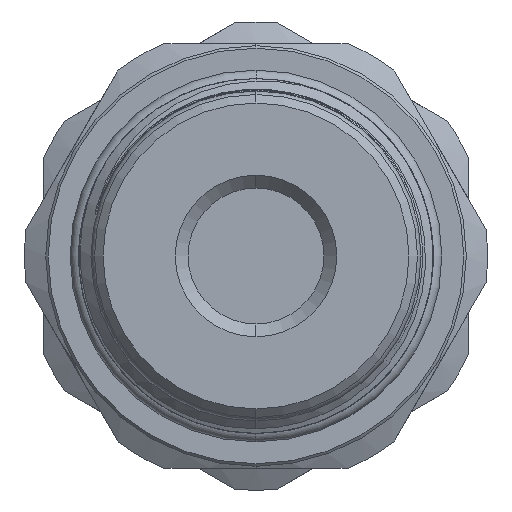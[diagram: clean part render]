
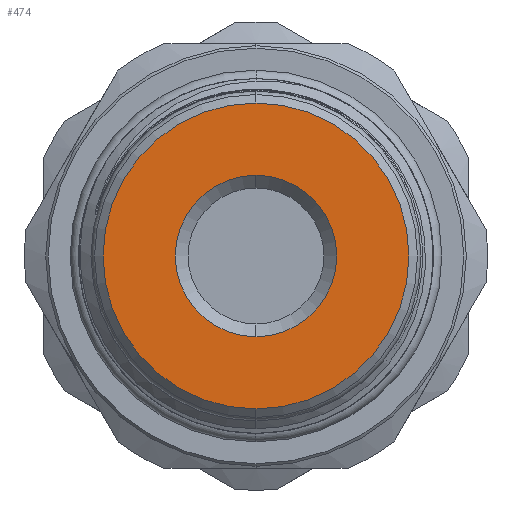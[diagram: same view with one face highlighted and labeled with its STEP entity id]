
A CAD part, left-side view. The second image highlights one B-rep face of the part: STEP entity #474.
In plain terms, the highlighted planar face has unit normal (-1, 0, 0).
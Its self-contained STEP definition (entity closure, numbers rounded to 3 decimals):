
#280 = ORIENTED_EDGE ( 'NONE', *, *, #13800, .F. ) ;
#286 = ORIENTED_EDGE ( 'NONE', *, *, #7532, .F. ) ;
#287 = ORIENTED_EDGE ( 'NONE', *, *, #7680, .T. ) ;
#289 = ORIENTED_EDGE ( 'NONE', *, *, #13950, .T. ) ;
#474 = ADVANCED_FACE ( 'NONE', ( #2170, #2163 ), #12115, .F. ) ;
#994 = DIRECTION ( 'NONE',  ( 0., 0., 1. ) ) ;
#995 = DIRECTION ( 'NONE',  ( -1., 0., 0. ) ) ;
#996 = CARTESIAN_POINT ( 'NONE',  ( 0., 0., 0. ) ) ;
#1835 = EDGE_LOOP ( 'NONE', ( #287, #289 ) ) ;
#2163 = FACE_BOUND ( 'NONE', #13660, .T. ) ;
#2170 = FACE_OUTER_BOUND ( 'NONE', #1835, .T. ) ;
#2492 = CARTESIAN_POINT ( 'NONE',  ( 0., 0., 9.5 ) ) ;
#2493 = CARTESIAN_POINT ( 'NONE',  ( 0., 0., -9.5 ) ) ;
#3380 = DIRECTION ( 'NONE',  ( 0., 0., 1. ) ) ;
#3381 = DIRECTION ( 'NONE',  ( -1., 0., 0. ) ) ;
#3382 = CARTESIAN_POINT ( 'NONE',  ( 0., 0., 0. ) ) ;
#3615 = CIRCLE ( 'NONE', #5068, 9.5 ) ;
#3752 = CIRCLE ( 'NONE', #5007, 18. ) ;
#3919 = CIRCLE ( 'NONE', #8188, 9.5 ) ;
#4056 = CIRCLE ( 'NONE', #8253, 18. ) ;
#4661 = DIRECTION ( 'NONE',  ( 0., 0., 1. ) ) ;
#4662 = DIRECTION ( 'NONE',  ( -1., 0., 0. ) ) ;
#4663 = CARTESIAN_POINT ( 'NONE',  ( 0., 0., 0. ) ) ;
#5007 = AXIS2_PLACEMENT_3D ( 'NONE', #3382, #3381, #3380 ) ;
#5068 = AXIS2_PLACEMENT_3D ( 'NONE', #4663, #4662, #4661 ) ;
#7532 = EDGE_CURVE ( 'NONE', #13406, #13405, #3615, .T. ) ;
#7680 = EDGE_CURVE ( 'NONE', #13446, #13448, #3752, .T. ) ;
#8188 = AXIS2_PLACEMENT_3D ( 'NONE', #996, #995, #994 ) ;
#8253 = AXIS2_PLACEMENT_3D ( 'NONE', #14675, #14676, #14677 ) ;
#10133 = CARTESIAN_POINT ( 'NONE',  ( 0., 0., 18. ) ) ;
#10135 = CARTESIAN_POINT ( 'NONE',  ( 0., 0., -18. ) ) ;
#11504 = DIRECTION ( 'NONE',  ( 1., 0., 0. ) ) ;
#11505 = DIRECTION ( 'NONE',  ( 0., 0., -1. ) ) ;
#12115 = PLANE ( 'NONE',  #13943 ) ;
#12769 = CARTESIAN_POINT ( 'NONE',  ( 0., 0., 0. ) ) ;
#13405 = VERTEX_POINT ( 'NONE', #2493 ) ;
#13406 = VERTEX_POINT ( 'NONE', #2492 ) ;
#13446 = VERTEX_POINT ( 'NONE', #10135 ) ;
#13448 = VERTEX_POINT ( 'NONE', #10133 ) ;
#13660 = EDGE_LOOP ( 'NONE', ( #286, #280 ) ) ;
#13800 = EDGE_CURVE ( 'NONE', #13405, #13406, #3919, .T. ) ;
#13943 = AXIS2_PLACEMENT_3D ( 'NONE', #12769, #11504, #11505 ) ;
#13950 = EDGE_CURVE ( 'NONE', #13448, #13446, #4056, .T. ) ;
#14675 = CARTESIAN_POINT ( 'NONE',  ( 0., 0., 0. ) ) ;
#14676 = DIRECTION ( 'NONE',  ( -1., 0., 0. ) ) ;
#14677 = DIRECTION ( 'NONE',  ( 0., 0., 1. ) ) ;
